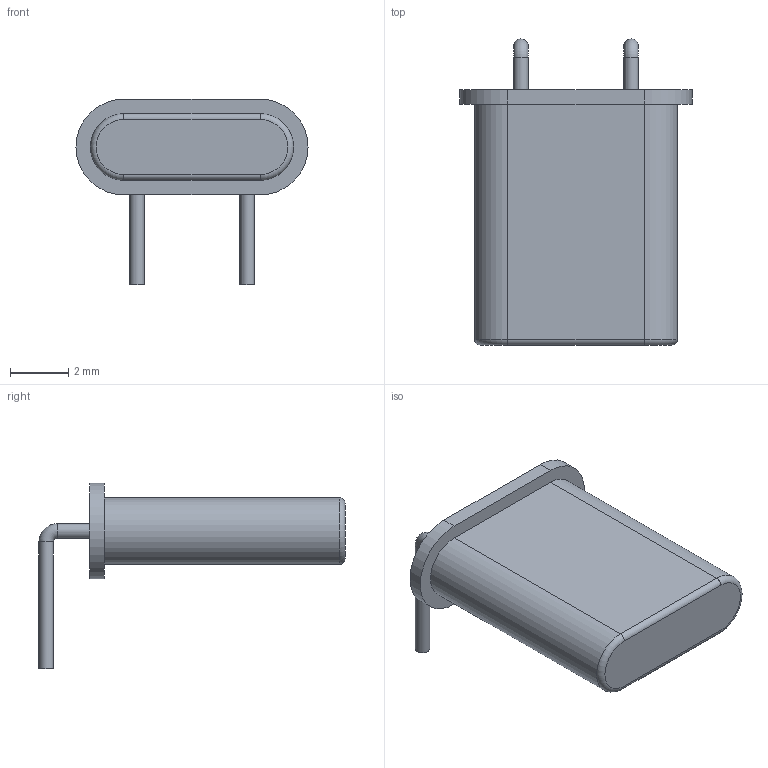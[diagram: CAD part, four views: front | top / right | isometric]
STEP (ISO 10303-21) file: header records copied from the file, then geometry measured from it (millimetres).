
FILE_DESCRIPTION(('FreeCAD Model'),'2;1');
FILE_NAME('Crystal_HC52-U_Horizontal_1EP_style2.step','2017-11-26T15:33:16',( 'kicad StepUp'),('ksu MCAD'),'Open CASCADE STEP processor 6.8', 'FreeCAD','Unknown');
FILE_SCHEMA(('AUTOMOTIVE_DESIGN_CC2 { 1 2 10303 214 -1 1 5 4 }'));
Length unit declared in the file: millimetre
Products named in the file (1): Crystal_HC52-U_Horizontal_1EP_style2
Bounding box: 8 x 10.55 x 6.4 mm (x, y, z)
Volume: 138.5 mm3; surface area: 213.7 mm2
Topology: 1 solids, 1 shells, 24 faces, 50 edges, 32 vertices
Faces by surface type: cylinder 10, plane 10, torus 4
Full cylindrical faces by diameter (mm): 0.5 x4
Entity records: 510 total; most frequent: ORIENTED_EDGE 80, CARTESIAN_POINT 60, EDGE_CURVE 50, AXIS2_PLACEMENT_3D 46, VERTEX_POINT 32, DIRECTION 29, FACE_BOUND 28, EDGE_LOOP 28
